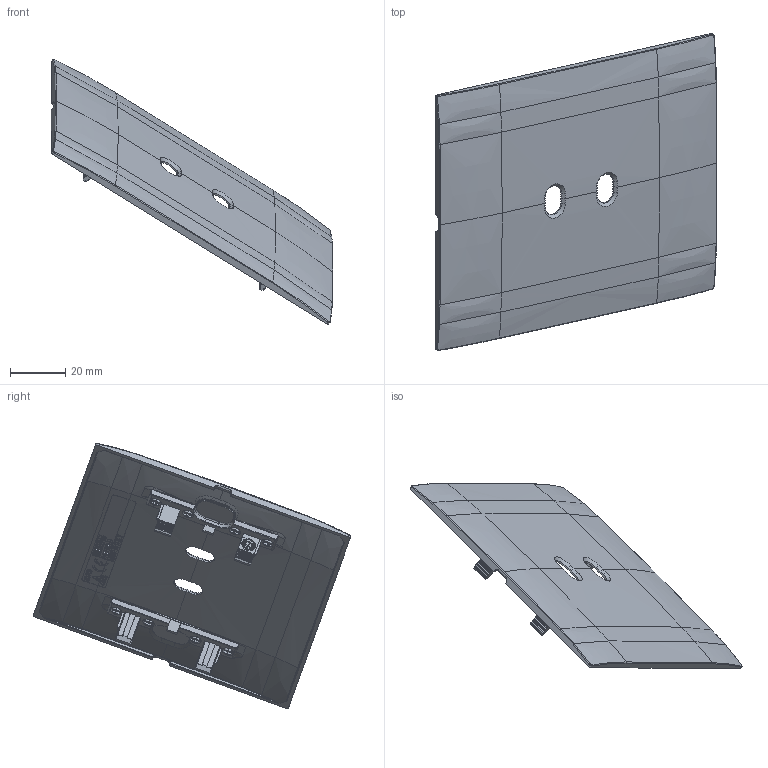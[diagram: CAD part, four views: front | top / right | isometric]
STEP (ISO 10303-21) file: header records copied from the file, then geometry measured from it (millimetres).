
FILE_DESCRIPTION(('CATIA V5 STEP Exchange'),'2;1');
FILE_NAME('44PSMN02BO.stp','2024-03-25T14:55:55+00:00',('none'),('none'),'CATIA Version 5-6 Release 2016 SP6','CATIA V5 STEP AP203','none');
FILE_SCHEMA(('CONFIG_CONTROL_DESIGN'));
Length unit declared in the file: millimetre
Products named in the file (1): 44PSMN02@
Assembly tree (4 placements, depth 2):
  44PSMN02@
    #57
    #47277  x2
    #58938
Bounding box: 101.62 x 114.5 x 95.68 mm (x, y, z)
Volume: 21293.1 mm3; surface area: 28531.9 mm2
Topology: 3 solids, 3 shells, 1836 faces, 5072 edges, 3264 vertices
Faces by surface type: plane 1164, cylinder 396, bspline 156, cone 52, sphere 36, extrusion 20, torus 12
Entity records: 58964 total; most frequent: CARTESIAN_POINT 24882, ORIENTED_EDGE 8638, DIRECTION 4467, EDGE_CURVE 4319, VERTEX_POINT 2822, B_SPLINE_CURVE_WITH_KNOTS 2012, VECTOR 1846, LINE 1826
